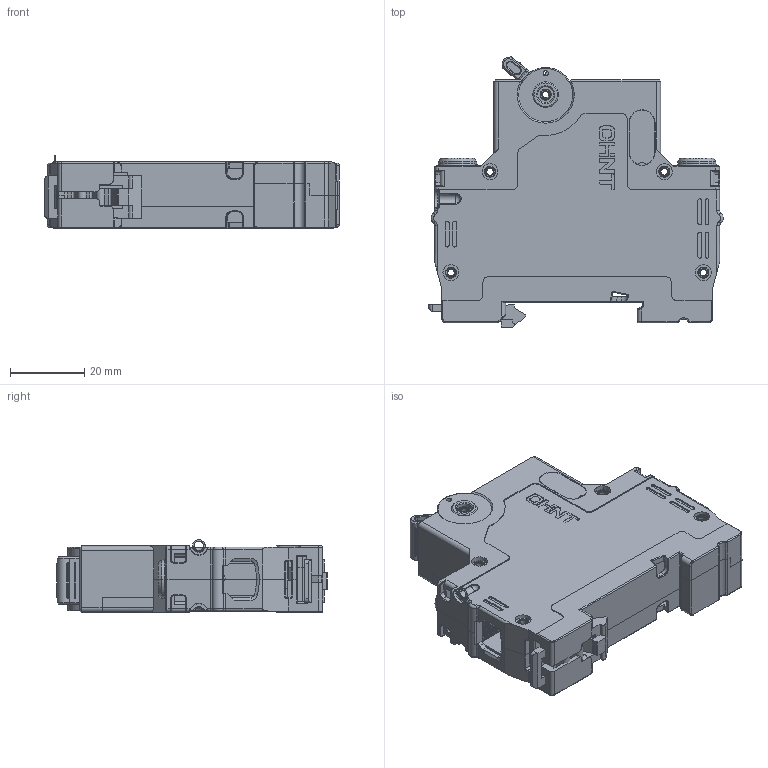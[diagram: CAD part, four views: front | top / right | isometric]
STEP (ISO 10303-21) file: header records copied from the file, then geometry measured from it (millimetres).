
FILE_DESCRIPTION((''),'2;1');
FILE_NAME('NBP-80_1P0001_ASM','2023-07-18T08:44:51',('huangyh'),(''),'CREO PARAMETRIC BY PTC INC, 2020044','CREO PARAMETRIC BY PTC INC, 2020044','');
FILE_SCHEMA(('CONFIG_CONTROL_DESIGN','SHAPE_APPEARANCE_LAYERS_GROUPS'));
Products named in the file (23): 8ZTD022665_1_1; 8ZTD-322-085-28145_1_1; 8ZTD253641_1_1; 8ZTD907073-32536_1_1; 8ZTD574504-33380_1_1; 8ZTD907073-35009_1_1; 8ZTD574504-35853_1_1; 8ZTD3151318_1_1_1; 8ZTD3151318_1_1_2; 8ZTD3151318_1_1_ASM; 8ZTD-322-085-64257_1_1; MDING1-64448_1_1; MDING1-65109_1_1; MDING1-65770_1_1; MDING1-66431_1_1; MDING1-67092_1_1; 8ZTD271290_1_1; ASM0019_ASM_1_ASM_1_ASM; ASM0024_ASM_1_ASM_1_ASM; 8ZTD557778_2; 8ZTD557779_3; NXB-80_1P_2020_10__ASM_1_ASM; NBP-80_1P0001_ASM
Assembly tree (22 placements, depth 6):
  NBP-80_1P0001_ASM
    NXB-80_1P_2020_10__ASM_1_ASM
      ASM0024_ASM_1_ASM_1_ASM
        ASM0019_ASM_1_ASM_1_ASM
          8ZTD022665_1_1
          8ZTD-322-085-28145_1_1
          8ZTD253641_1_1
          8ZTD907073-32536_1_1
          8ZTD574504-33380_1_1
          8ZTD907073-35009_1_1
          8ZTD574504-35853_1_1
          8ZTD3151318_1_1_ASM
            8ZTD3151318_1_1_1
            8ZTD3151318_1_1_2
          8ZTD-322-085-64257_1_1
          MDING1-64448_1_1
          MDING1-65109_1_1
          MDING1-65770_1_1
          MDING1-66431_1_1
          MDING1-67092_1_1
          8ZTD271290_1_1
      8ZTD557778_2
      8ZTD557779_3
Bounding box: 79.42 x 72.9 x 19.6 mm (x, y, z)
Volume: 30297.4 mm3; surface area: 52395.1 mm2
Topology: 18 solids, 22 shells, 2948 faces, 8218 edges, 5361 vertices
Faces by surface type: plane 1598, cylinder 884, torus 219, cone 182, bspline 39, sphere 14, extrusion 12
Entity records: 98055 total; most frequent: CARTESIAN_POINT 20056, DIRECTION 16534, ORIENTED_EDGE 16344, EDGE_CURVE 8197, AXIS2_PLACEMENT_3D 5723, VERTEX_POINT 5361, VECTOR 5088, LINE 5076
